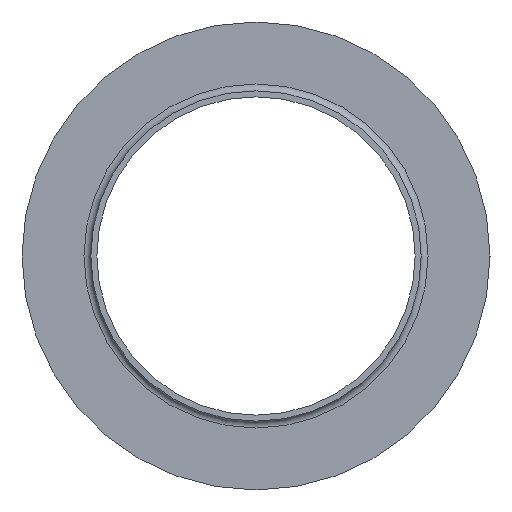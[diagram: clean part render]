
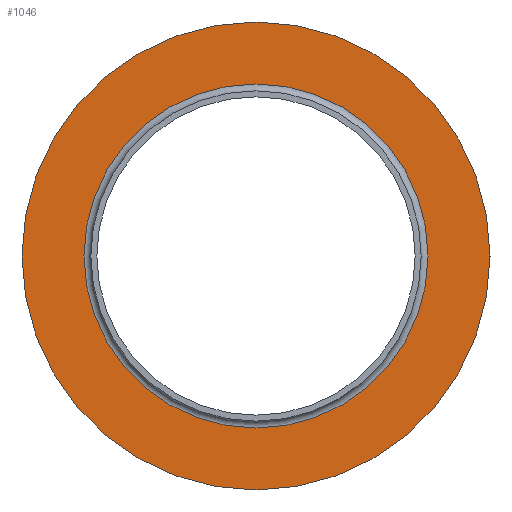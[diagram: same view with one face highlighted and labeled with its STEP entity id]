
A CAD part, front view. The second image highlights one B-rep face of the part: STEP entity #1046.
In plain terms, the highlighted planar face has unit normal (0, -1, 0).
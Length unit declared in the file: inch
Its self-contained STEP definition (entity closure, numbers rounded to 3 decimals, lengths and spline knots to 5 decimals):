
#20=PLANE('',#1240);
#112=FACE_BOUND('',#392,.T.);
#206=FACE_OUTER_BOUND('',#391,.T.);
#391=EDGE_LOOP('',(#861));
#392=EDGE_LOOP('',(#862));
#488=CIRCLE('',#1239,4.25);
#489=CIRCLE('',#1241,3.125);
#582=VERTEX_POINT('',#1897);
#583=VERTEX_POINT('',#1900);
#676=EDGE_CURVE('',#582,#582,#488,.T.);
#677=EDGE_CURVE('',#583,#583,#489,.T.);
#861=ORIENTED_EDGE('',*,*,#676,.T.);
#862=ORIENTED_EDGE('',*,*,#677,.F.);
#1046=ADVANCED_FACE('',(#206,#112),#20,.T.);
#1239=AXIS2_PLACEMENT_3D('',#1898,#1611,#1612);
#1240=AXIS2_PLACEMENT_3D('',#1899,#1613,#1614);
#1241=AXIS2_PLACEMENT_3D('',#1901,#1615,#1616);
#1611=DIRECTION('center_axis',(0.,-1.,0.));
#1612=DIRECTION('ref_axis',(1.,0.,0.));
#1613=DIRECTION('center_axis',(0.,-1.,0.));
#1614=DIRECTION('ref_axis',(0.,0.,-1.));
#1615=DIRECTION('center_axis',(0.,-1.,0.));
#1616=DIRECTION('ref_axis',(1.,0.,0.));
#1897=CARTESIAN_POINT('',(4.25,2.782,0.));
#1898=CARTESIAN_POINT('Origin',(0.,2.782,0.));
#1899=CARTESIAN_POINT('Origin',(3.125,2.782,0.));
#1900=CARTESIAN_POINT('',(3.125,2.782,0.));
#1901=CARTESIAN_POINT('Origin',(0.,2.782,0.));
